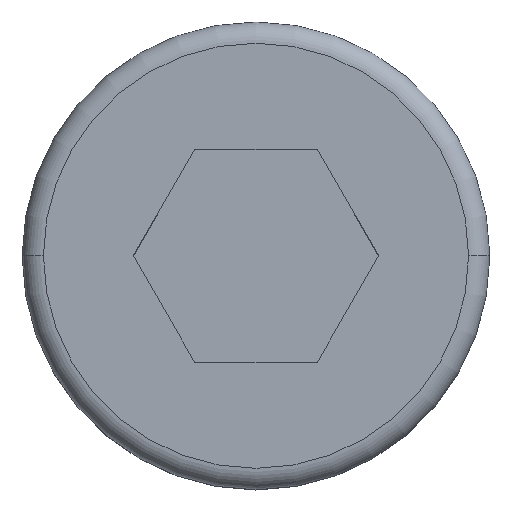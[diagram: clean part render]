
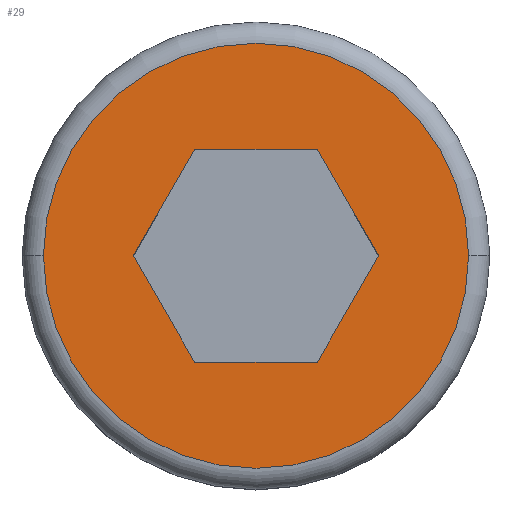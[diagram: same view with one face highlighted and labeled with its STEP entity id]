
A CAD part, top view. The second image highlights one B-rep face of the part: STEP entity #29.
In plain terms, the highlighted planar face has unit normal (0, 0, 1).
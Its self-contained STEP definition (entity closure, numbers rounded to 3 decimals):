
#4 = EDGE_LOOP ( 'NONE', ( #116, #253 ) ) ;
#10 = AXIS2_PLACEMENT_3D ( 'NONE', #356, #598, #203 ) ;
#18 = VERTEX_POINT ( 'NONE', #231 ) ;
#29 = ADVANCED_FACE ( 'NONE', ( #608, #224 ), #471, .T. ) ;
#51 = EDGE_CURVE ( 'NONE', #596, #545, #333, .T. ) ;
#54 = DIRECTION ( 'NONE',  ( -1., 0., 0. ) ) ;
#55 = EDGE_CURVE ( 'NONE', #545, #451, #529, .T. ) ;
#84 = DIRECTION ( 'NONE',  ( 0., 0., 1. ) ) ;
#114 = ORIENTED_EDGE ( 'NONE', *, *, #607, .F. ) ;
#116 = ORIENTED_EDGE ( 'NONE', *, *, #431, .T. ) ;
#128 = VERTEX_POINT ( 'NONE', #194 ) ;
#132 = ORIENTED_EDGE ( 'NONE', *, *, #55, .F. ) ;
#141 = CARTESIAN_POINT ( 'NONE',  ( 0.722, -1.25, 3. ) ) ;
#180 = CARTESIAN_POINT ( 'NONE',  ( 1.443, 0., 3. ) ) ;
#187 = CARTESIAN_POINT ( 'NONE',  ( 2.5, 0., 3. ) ) ;
#191 = DIRECTION ( 'NONE',  ( 0.5, 0.866, 0. ) ) ;
#194 = CARTESIAN_POINT ( 'NONE',  ( -2.5, 0., 3. ) ) ;
#203 = DIRECTION ( 'NONE',  ( 1., 0., 0. ) ) ;
#215 = ORIENTED_EDGE ( 'NONE', *, *, #51, .F. ) ;
#220 = VECTOR ( 'NONE', #54, 1000. ) ;
#221 = DIRECTION ( 'NONE',  ( 1., 0., 0. ) ) ;
#224 = FACE_OUTER_BOUND ( 'NONE', #4, .T. ) ;
#231 = CARTESIAN_POINT ( 'NONE',  ( 1.443, 0., 3. ) ) ;
#253 = ORIENTED_EDGE ( 'NONE', *, *, #272, .T. ) ;
#257 = ORIENTED_EDGE ( 'NONE', *, *, #612, .F. ) ;
#258 = CIRCLE ( 'NONE', #329, 2.5 ) ;
#268 = ORIENTED_EDGE ( 'NONE', *, *, #597, .F. ) ;
#272 = EDGE_CURVE ( 'NONE', #128, #603, #568, .T. ) ;
#274 = EDGE_LOOP ( 'NONE', ( #511, #257, #268, #132, #215, #114 ) ) ;
#275 = CARTESIAN_POINT ( 'NONE',  ( 0.722, 1.25, 3. ) ) ;
#281 = DIRECTION ( 'NONE',  ( 1., 0., 0. ) ) ;
#282 = DIRECTION ( 'NONE',  ( -0.5, -0.866, 0. ) ) ;
#291 = CARTESIAN_POINT ( 'NONE',  ( 0., 0., 3. ) ) ;
#308 = AXIS2_PLACEMENT_3D ( 'NONE', #291, #619, #577 ) ;
#318 = VECTOR ( 'NONE', #282, 1000. ) ;
#329 = AXIS2_PLACEMENT_3D ( 'NONE', #458, #84, #221 ) ;
#333 = LINE ( 'NONE', #433, #318 ) ;
#356 = CARTESIAN_POINT ( 'NONE',  ( 0., 0., 3. ) ) ;
#372 = CARTESIAN_POINT ( 'NONE',  ( -1.443, 0., 3. ) ) ;
#375 = LINE ( 'NONE', #519, #220 ) ;
#379 = EDGE_CURVE ( 'NONE', #18, #414, #411, .T. ) ;
#382 = DIRECTION ( 'NONE',  ( 0.5, -0.866, 0. ) ) ;
#406 = VECTOR ( 'NONE', #455, 1000. ) ;
#411 = LINE ( 'NONE', #180, #406 ) ;
#414 = VERTEX_POINT ( 'NONE', #275 ) ;
#419 = CARTESIAN_POINT ( 'NONE',  ( -0.722, -1.25, 3. ) ) ;
#423 = CARTESIAN_POINT ( 'NONE',  ( -0.722, 1.25, 3. ) ) ;
#431 = EDGE_CURVE ( 'NONE', #603, #128, #258, .T. ) ;
#433 = CARTESIAN_POINT ( 'NONE',  ( -0.722, 1.25, 3. ) ) ;
#435 = VECTOR ( 'NONE', #382, 1000. ) ;
#451 = VERTEX_POINT ( 'NONE', #419 ) ;
#455 = DIRECTION ( 'NONE',  ( -0.5, 0.866, 0. ) ) ;
#458 = CARTESIAN_POINT ( 'NONE',  ( 0., 0., 3. ) ) ;
#459 = VERTEX_POINT ( 'NONE', #615 ) ;
#466 = VECTOR ( 'NONE', #281, 1000. ) ;
#471 = PLANE ( 'NONE',  #308 ) ;
#474 = LINE ( 'NONE', #516, #466 ) ;
#511 = ORIENTED_EDGE ( 'NONE', *, *, #379, .F. ) ;
#516 = CARTESIAN_POINT ( 'NONE',  ( -0.722, -1.25, 3. ) ) ;
#519 = CARTESIAN_POINT ( 'NONE',  ( 0.722, 1.25, 3. ) ) ;
#520 = CARTESIAN_POINT ( 'NONE',  ( -1.443, 0., 3. ) ) ;
#529 = LINE ( 'NONE', #520, #435 ) ;
#545 = VERTEX_POINT ( 'NONE', #372 ) ;
#568 = CIRCLE ( 'NONE', #10, 2.5 ) ;
#571 = LINE ( 'NONE', #141, #591 ) ;
#577 = DIRECTION ( 'NONE',  ( 1., 0., 0. ) ) ;
#591 = VECTOR ( 'NONE', #191, 1000. ) ;
#596 = VERTEX_POINT ( 'NONE', #423 ) ;
#597 = EDGE_CURVE ( 'NONE', #451, #459, #474, .T. ) ;
#598 = DIRECTION ( 'NONE',  ( 0., 0., 1. ) ) ;
#603 = VERTEX_POINT ( 'NONE', #187 ) ;
#607 = EDGE_CURVE ( 'NONE', #414, #596, #375, .T. ) ;
#608 = FACE_BOUND ( 'NONE', #274, .T. ) ;
#612 = EDGE_CURVE ( 'NONE', #459, #18, #571, .T. ) ;
#615 = CARTESIAN_POINT ( 'NONE',  ( 0.722, -1.25, 3. ) ) ;
#619 = DIRECTION ( 'NONE',  ( 0., 0., 1. ) ) ;
